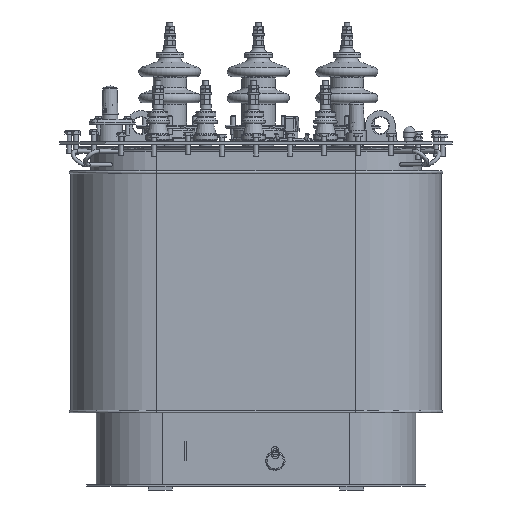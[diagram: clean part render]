
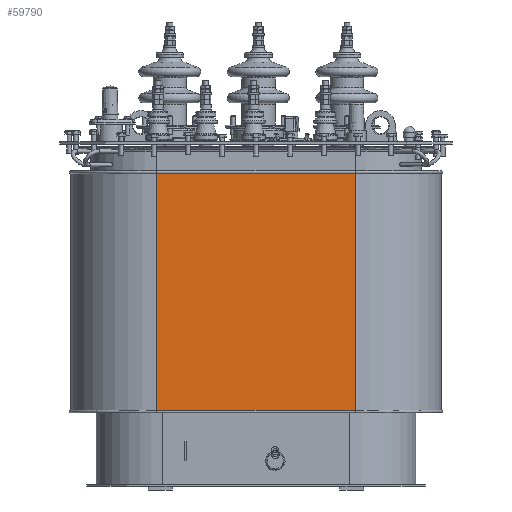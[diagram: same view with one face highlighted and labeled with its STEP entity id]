
A CAD part, front view. The second image highlights one B-rep face of the part: STEP entity #59790.
In plain terms, the highlighted planar face has unit normal (0, -1, 0).
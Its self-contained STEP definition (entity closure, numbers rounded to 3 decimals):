
#6647=LINE('',#111841,#10515);
#6648=LINE('',#111844,#10516);
#6649=LINE('',#111846,#10517);
#6650=LINE('',#111847,#10518);
#10515=VECTOR('',#77997,500.);
#10516=VECTOR('',#78000,415.);
#10517=VECTOR('',#78001,415.);
#10518=VECTOR('',#78002,500.);
#12391=PLANE('',#64633);
#18911=FACE_OUTER_BOUND('',#23690,.T.);
#23690=EDGE_LOOP('',(#52513,#52514,#52515,#52516));
#29664=VERTEX_POINT('',#111837);
#29665=VERTEX_POINT('',#111839);
#29666=VERTEX_POINT('',#111843);
#29667=VERTEX_POINT('',#111845);
#37275=EDGE_CURVE('',#29664,#29665,#6647,.T.);
#37276=EDGE_CURVE('',#29664,#29666,#6648,.T.);
#37277=EDGE_CURVE('',#29667,#29665,#6649,.T.);
#37278=EDGE_CURVE('',#29666,#29667,#6650,.T.);
#52513=ORIENTED_EDGE('',*,*,#37276,.F.);
#52514=ORIENTED_EDGE('',*,*,#37275,.T.);
#52515=ORIENTED_EDGE('',*,*,#37277,.F.);
#52516=ORIENTED_EDGE('',*,*,#37278,.F.);
#59790=ADVANCED_FACE('',(#18911),#12391,.T.);
#64633=AXIS2_PLACEMENT_3D('',#111842,#77998,#77999);
#77997=DIRECTION('',(0.,0.,1.));
#77998=DIRECTION('center_axis',(0.,-1.,0.));
#77999=DIRECTION('ref_axis',(1.,0.,0.));
#78000=DIRECTION('',(-1.,0.,0.));
#78001=DIRECTION('',(1.,0.,0.));
#78002=DIRECTION('',(0.,0.,1.));
#111837=CARTESIAN_POINT('',(207.5,-180.,153.));
#111839=CARTESIAN_POINT('',(207.5,-180.,653.));
#111841=CARTESIAN_POINT('',(207.5,-180.,153.));
#111842=CARTESIAN_POINT('Origin',(-207.5,-180.,153.));
#111843=CARTESIAN_POINT('',(-207.5,-180.,153.));
#111844=CARTESIAN_POINT('',(207.5,-180.,153.));
#111845=CARTESIAN_POINT('',(-207.5,-180.,653.));
#111846=CARTESIAN_POINT('',(207.5,-180.,653.));
#111847=CARTESIAN_POINT('',(-207.5,-180.,153.));
